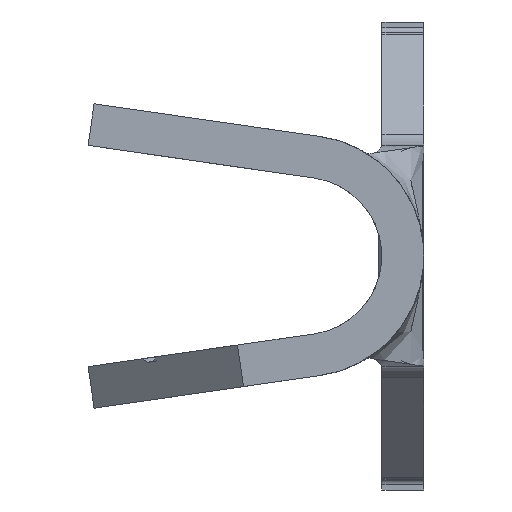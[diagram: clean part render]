
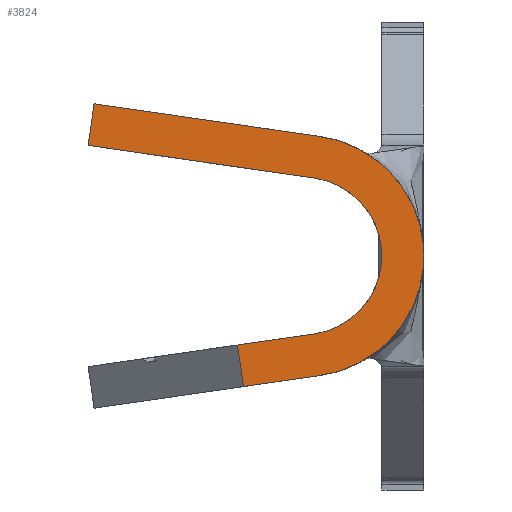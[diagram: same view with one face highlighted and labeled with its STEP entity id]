
A CAD part, left-side view. The second image highlights one B-rep face of the part: STEP entity #3824.
In plain terms, the highlighted planar face has unit normal (-1, 0, 0).
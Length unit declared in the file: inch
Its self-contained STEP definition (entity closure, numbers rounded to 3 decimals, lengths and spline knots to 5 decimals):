
#31 = VECTOR ( 'NONE', #6281, 39.37008 ) ;
#253 = VERTEX_POINT ( 'NONE', #1070 ) ;
#356 = VERTEX_POINT ( 'NONE', #2669 ) ;
#476 = VECTOR ( 'NONE', #1143, 39.37008 ) ;
#547 = VERTEX_POINT ( 'NONE', #5326 ) ;
#784 = LINE ( 'NONE', #2349, #4480 ) ;
#913 = DIRECTION ( 'NONE',  ( -1., 0., 0. ) ) ;
#1000 = CARTESIAN_POINT ( 'NONE',  ( -0.74, 0.115, 0. ) ) ;
#1070 = CARTESIAN_POINT ( 'NONE',  ( -0.74, 0.1719, -0.12442 ) ) ;
#1143 = DIRECTION ( 'NONE',  ( 0., -0.99, -0.143 ) ) ;
#1293 = EDGE_CURVE ( 'NONE', #1519, #5292, #784, .T. ) ;
#1312 = CIRCLE ( 'NONE', #4925, 0.115 ) ;
#1358 = EDGE_CURVE ( 'NONE', #3316, #3612, #5488, .T. ) ;
#1410 = EDGE_CURVE ( 'NONE', #1519, #253, #2825, .T. ) ;
#1475 = DIRECTION ( 'NONE',  ( 1., 0., 0. ) ) ;
#1496 = DIRECTION ( 'NONE',  ( 0., 0., -1. ) ) ;
#1519 = VERTEX_POINT ( 'NONE', #6527 ) ;
#1720 = DIRECTION ( 'NONE',  ( 0., -0.143, -0.99 ) ) ;
#1931 = DIRECTION ( 'NONE',  ( 0., 0.99, 0.143 ) ) ;
#2276 = EDGE_CURVE ( 'NONE', #4987, #547, #2433, .T. ) ;
#2295 = EDGE_CURVE ( 'NONE', #547, #3316, #3621, .T. ) ;
#2322 = ORIENTED_EDGE ( 'NONE', *, *, #3666, .F. ) ;
#2349 = CARTESIAN_POINT ( 'NONE',  ( -0.74, 0.10427, -0.07423 ) ) ;
#2433 = LINE ( 'NONE', #4437, #3775 ) ;
#2436 = DIRECTION ( 'NONE',  ( 0., -0.143, 0.99 ) ) ;
#2449 = ORIENTED_EDGE ( 'NONE', *, *, #2295, .F. ) ;
#2497 = FACE_OUTER_BOUND ( 'NONE', #4763, .T. ) ;
#2669 = CARTESIAN_POINT ( 'NONE',  ( -0.74, 0.09855, -0.11382 ) ) ;
#2825 = LINE ( 'NONE', #3712, #5325 ) ;
#2945 = CARTESIAN_POINT ( 'NONE',  ( -0.74, 0.32, 0.10541 ) ) ;
#3036 = ORIENTED_EDGE ( 'NONE', *, *, #1358, .F. ) ;
#3211 = ORIENTED_EDGE ( 'NONE', *, *, #3796, .F. ) ;
#3256 = CARTESIAN_POINT ( 'NONE',  ( -0.74, 0.10427, 0.07423 ) ) ;
#3297 = CIRCLE ( 'NONE', #3594, 0.075 ) ;
#3316 = VERTEX_POINT ( 'NONE', #4224 ) ;
#3594 = AXIS2_PLACEMENT_3D ( 'NONE', #3912, #913, #4427 ) ;
#3612 = VERTEX_POINT ( 'NONE', #5328 ) ;
#3621 = LINE ( 'NONE', #2945, #6136 ) ;
#3666 = EDGE_CURVE ( 'NONE', #5292, #4987, #3297, .T. ) ;
#3712 = CARTESIAN_POINT ( 'NONE',  ( -0.74, 0.17762, -0.08483 ) ) ;
#3772 = CARTESIAN_POINT ( 'NONE',  ( -0.74, 0.09855, -0.11382 ) ) ;
#3775 = VECTOR ( 'NONE', #1931, 39.37008 ) ;
#3796 = EDGE_CURVE ( 'NONE', #3612, #356, #1312, .T. ) ;
#3824 = ADVANCED_FACE ( 'NONE', ( #2497 ), #3993, .F. ) ;
#3912 = CARTESIAN_POINT ( 'NONE',  ( -0.74, 0.115, 0. ) ) ;
#3993 = PLANE ( 'NONE',  #6285 ) ;
#4224 = CARTESIAN_POINT ( 'NONE',  ( -0.74, 0.31428, 0.145 ) ) ;
#4427 = DIRECTION ( 'NONE',  ( 0., 0., -1. ) ) ;
#4437 = CARTESIAN_POINT ( 'NONE',  ( -0.74, 0.10427, 0.07423 ) ) ;
#4480 = VECTOR ( 'NONE', #6377, 39.37008 ) ;
#4491 = CARTESIAN_POINT ( 'NONE',  ( -0.74, 0.115, 0. ) ) ;
#4514 = DIRECTION ( 'NONE',  ( 1., 0., 0. ) ) ;
#4763 = EDGE_LOOP ( 'NONE', ( #5372, #5211, #6235, #3211, #3036, #2449, #5692, #2322 ) ) ;
#4925 = AXIS2_PLACEMENT_3D ( 'NONE', #4491, #1475, #4992 ) ;
#4987 = VERTEX_POINT ( 'NONE', #3256 ) ;
#4992 = DIRECTION ( 'NONE',  ( 0., 0., -1. ) ) ;
#4999 = EDGE_CURVE ( 'NONE', #356, #253, #5210, .T. ) ;
#5210 = LINE ( 'NONE', #3772, #31 ) ;
#5211 = ORIENTED_EDGE ( 'NONE', *, *, #1410, .T. ) ;
#5292 = VERTEX_POINT ( 'NONE', #6102 ) ;
#5325 = VECTOR ( 'NONE', #1720, 39.37008 ) ;
#5326 = CARTESIAN_POINT ( 'NONE',  ( -0.74, 0.32, 0.10541 ) ) ;
#5328 = CARTESIAN_POINT ( 'NONE',  ( -0.74, 0.09855, 0.11382 ) ) ;
#5372 = ORIENTED_EDGE ( 'NONE', *, *, #1293, .F. ) ;
#5488 = LINE ( 'NONE', #5660, #476 ) ;
#5660 = CARTESIAN_POINT ( 'NONE',  ( -0.74, 0.09855, 0.11382 ) ) ;
#5692 = ORIENTED_EDGE ( 'NONE', *, *, #2276, .F. ) ;
#6102 = CARTESIAN_POINT ( 'NONE',  ( -0.74, 0.10427, -0.07423 ) ) ;
#6136 = VECTOR ( 'NONE', #2436, 39.37008 ) ;
#6235 = ORIENTED_EDGE ( 'NONE', *, *, #4999, .F. ) ;
#6281 = DIRECTION ( 'NONE',  ( 0., 0.99, -0.143 ) ) ;
#6285 = AXIS2_PLACEMENT_3D ( 'NONE', #1000, #4514, #1496 ) ;
#6377 = DIRECTION ( 'NONE',  ( 0., -0.99, 0.143 ) ) ;
#6527 = CARTESIAN_POINT ( 'NONE',  ( -0.74, 0.17762, -0.08483 ) ) ;
